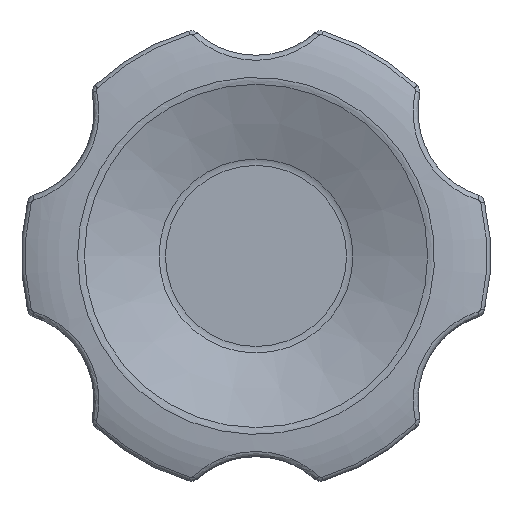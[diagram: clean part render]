
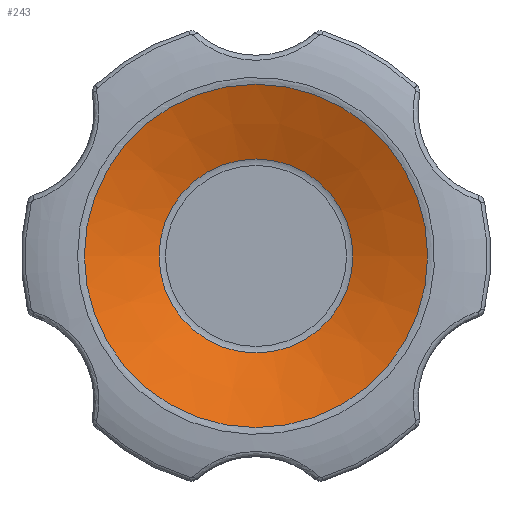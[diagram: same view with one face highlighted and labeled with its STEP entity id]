
A CAD part, top view. The second image highlights one B-rep face of the part: STEP entity #243.
In plain terms, the highlighted conical face has half-angle 68.629 degrees and reference radius 14.9 mm.
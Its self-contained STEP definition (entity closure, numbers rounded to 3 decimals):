
#243 = ADVANCED_FACE( '', ( #520, #521 ), #522, .F. );
#520 = FACE_BOUND( '', #3796, .T. );
#521 = FACE_OUTER_BOUND( '', #3797, .T. );
#522 = CONICAL_SURFACE( '', #3798, 14.9, 1.198 );
#3796 = EDGE_LOOP( '', ( #5828 ) );
#3797 = EDGE_LOOP( '', ( #5829 ) );
#3798 = AXIS2_PLACEMENT_3D( '', #5830, #5831, #5832 );
#5828 = ORIENTED_EDGE( '', *, *, #6253, .T. );
#5829 = ORIENTED_EDGE( '', *, *, #6247, .T. );
#5830 = CARTESIAN_POINT( '', ( 0., 0., 28. ) );
#5831 = DIRECTION( '', ( 0., 0., 1. ) );
#5832 = DIRECTION( '', ( 1., 0., 0. ) );
#6247 = EDGE_CURVE( '', #6637, #6637, #6638, .F. );
#6253 = EDGE_CURVE( '', #6644, #6644, #6645, .F. );
#6637 = VERTEX_POINT( '', #9349 );
#6638 = CIRCLE( '', #9350, 14.628 );
#6644 = VERTEX_POINT( '', #9356 );
#6645 = CIRCLE( '', #9357, 8.264 );
#9349 = CARTESIAN_POINT( '', ( -14.628, 0., 27.894 ) );
#9350 = AXIS2_PLACEMENT_3D( '', #9794, #9795, #9796 );
#9356 = CARTESIAN_POINT( '', ( 8.264, 0., 25.403 ) );
#9357 = AXIS2_PLACEMENT_3D( '', #9803, #9804, #9805 );
#9794 = CARTESIAN_POINT( '', ( 0., 0., 27.894 ) );
#9795 = DIRECTION( '', ( 0., 0., -1. ) );
#9796 = DIRECTION( '', ( -1., 0., 0. ) );
#9803 = CARTESIAN_POINT( '', ( 0., 0., 25.403 ) );
#9804 = DIRECTION( '', ( 0., 0., 1. ) );
#9805 = DIRECTION( '', ( 1., 0., 0. ) );
